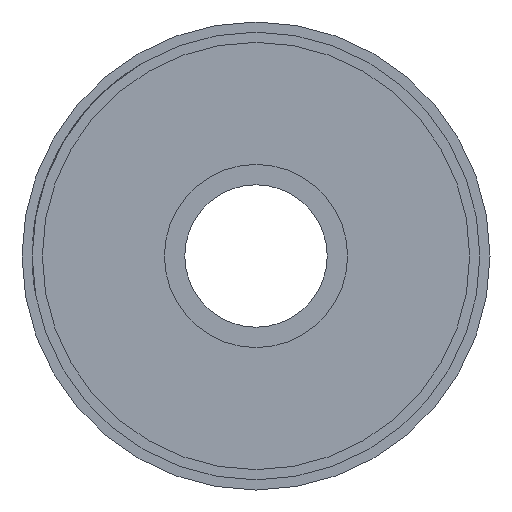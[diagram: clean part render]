
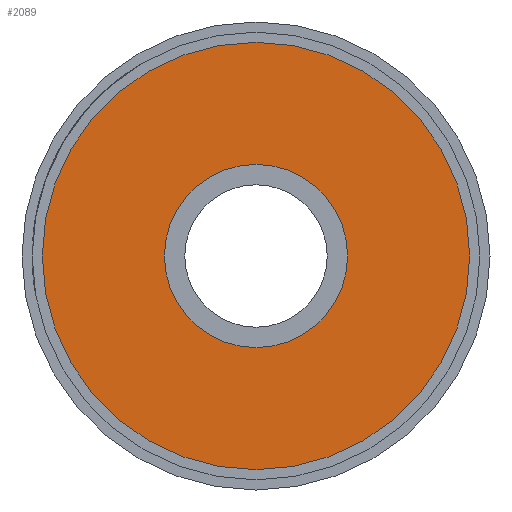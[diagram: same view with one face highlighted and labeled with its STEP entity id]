
A CAD part, left-side view. The second image highlights one B-rep face of the part: STEP entity #2089.
In plain terms, the highlighted planar face has unit normal (-1, 0, 0).
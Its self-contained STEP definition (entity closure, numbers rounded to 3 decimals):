
#116 = VERTEX_POINT ( 'NONE', #4182 ) ;
#214 = ORIENTED_EDGE ( 'NONE', *, *, #6568, .F. ) ;
#496 = AXIS2_PLACEMENT_3D ( 'NONE', #3878, #7450, #6975 ) ;
#684 = DIRECTION ( 'NONE',  ( 0., 0., 1. ) ) ;
#1009 = AXIS2_PLACEMENT_3D ( 'NONE', #7486, #6828, #2119 ) ;
#1015 = FACE_OUTER_BOUND ( 'NONE', #5600, .T. ) ;
#1318 = DIRECTION ( 'NONE',  ( -1., 0., 0. ) ) ;
#1367 = VERTEX_POINT ( 'NONE', #2918 ) ;
#1427 = CARTESIAN_POINT ( 'NONE',  ( 0., 0., 0. ) ) ;
#1535 = DIRECTION ( 'NONE',  ( 0., 0., 1. ) ) ;
#1666 = EDGE_CURVE ( 'NONE', #7346, #1367, #4254, .T. ) ;
#2018 = AXIS2_PLACEMENT_3D ( 'NONE', #1427, #5103, #1535 ) ;
#2089 = ADVANCED_FACE ( 'NONE', ( #5722, #1015 ), #2711, .F. ) ;
#2119 = DIRECTION ( 'NONE',  ( 0., 0., 1. ) ) ;
#2533 = CIRCLE ( 'NONE', #2018, 4.5 ) ;
#2687 = CARTESIAN_POINT ( 'NONE',  ( 0., 0., 0. ) ) ;
#2711 = PLANE ( 'NONE',  #496 ) ;
#2918 = CARTESIAN_POINT ( 'NONE',  ( 0., 0., 10.5 ) ) ;
#3138 = AXIS2_PLACEMENT_3D ( 'NONE', #2687, #5580, #3893 ) ;
#3588 = CARTESIAN_POINT ( 'NONE',  ( 0., 0., -10.5 ) ) ;
#3664 = CARTESIAN_POINT ( 'NONE',  ( 0., 0., 0. ) ) ;
#3698 = EDGE_CURVE ( 'NONE', #1367, #7346, #4398, .T. ) ;
#3878 = CARTESIAN_POINT ( 'NONE',  ( 0., 0., 0. ) ) ;
#3893 = DIRECTION ( 'NONE',  ( 0., 0., 1. ) ) ;
#3964 = VERTEX_POINT ( 'NONE', #7723 ) ;
#4005 = EDGE_LOOP ( 'NONE', ( #214, #4232 ) ) ;
#4063 = ORIENTED_EDGE ( 'NONE', *, *, #1666, .T. ) ;
#4182 = CARTESIAN_POINT ( 'NONE',  ( 0., 0., 4.5 ) ) ;
#4232 = ORIENTED_EDGE ( 'NONE', *, *, #4685, .F. ) ;
#4254 = CIRCLE ( 'NONE', #3138, 10.5 ) ;
#4398 = CIRCLE ( 'NONE', #1009, 10.5 ) ;
#4685 = EDGE_CURVE ( 'NONE', #3964, #116, #5253, .T. ) ;
#5103 = DIRECTION ( 'NONE',  ( -1., 0., 0. ) ) ;
#5253 = CIRCLE ( 'NONE', #7382, 4.5 ) ;
#5580 = DIRECTION ( 'NONE',  ( -1., 0., 0. ) ) ;
#5600 = EDGE_LOOP ( 'NONE', ( #5733, #4063 ) ) ;
#5722 = FACE_BOUND ( 'NONE', #4005, .T. ) ;
#5733 = ORIENTED_EDGE ( 'NONE', *, *, #3698, .T. ) ;
#6568 = EDGE_CURVE ( 'NONE', #116, #3964, #2533, .T. ) ;
#6828 = DIRECTION ( 'NONE',  ( -1., 0., 0. ) ) ;
#6975 = DIRECTION ( 'NONE',  ( 0., 0., -1. ) ) ;
#7346 = VERTEX_POINT ( 'NONE', #3588 ) ;
#7382 = AXIS2_PLACEMENT_3D ( 'NONE', #3664, #1318, #684 ) ;
#7450 = DIRECTION ( 'NONE',  ( 1., 0., 0. ) ) ;
#7486 = CARTESIAN_POINT ( 'NONE',  ( 0., 0., 0. ) ) ;
#7723 = CARTESIAN_POINT ( 'NONE',  ( 0., 0., -4.5 ) ) ;
